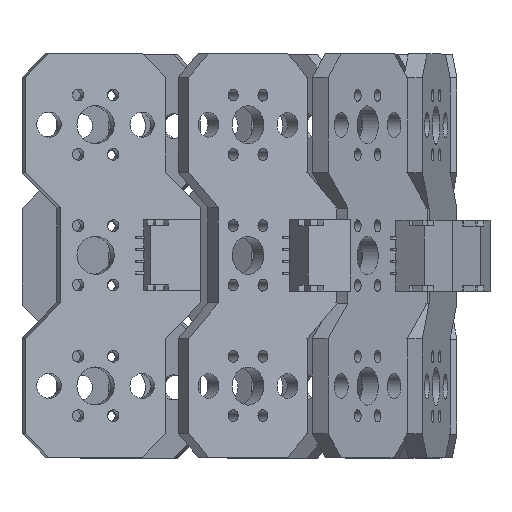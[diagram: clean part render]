
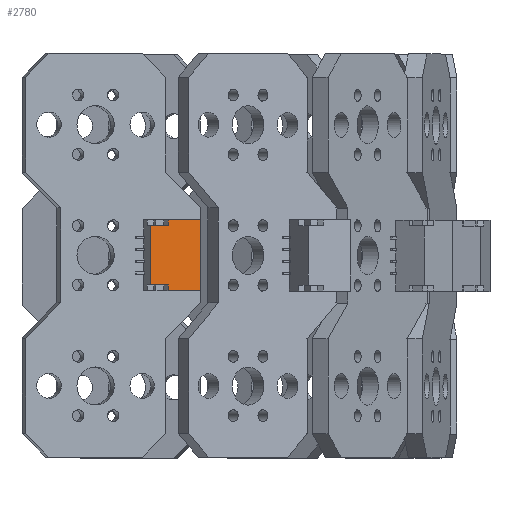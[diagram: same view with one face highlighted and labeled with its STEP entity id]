
A CAD part, top view. The second image highlights one B-rep face of the part: STEP entity #2780.
In plain terms, the highlighted planar face has unit normal (0.195, 0, 0.981).
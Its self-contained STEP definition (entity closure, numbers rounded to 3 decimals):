
#2130 = VERTEX_POINT('',#2131);
#2131 = CARTESIAN_POINT('',(9.999,-2.5,36.71));
#2137 = EDGE_CURVE('',#2138,#2130,#2140,.T.);
#2138 = VERTEX_POINT('',#2139);
#2139 = CARTESIAN_POINT('',(9.999,2.5,36.71));
#2140 = LINE('',#2141,#2142);
#2141 = CARTESIAN_POINT('',(9.999,3.,36.71));
#2142 = VECTOR('',#2143,1.);
#2143 = DIRECTION('',(0.,-1.,0.));
#2236 = VERTEX_POINT('',#2237);
#2237 = CARTESIAN_POINT('',(11.459,3.,36.419));
#2243 = EDGE_CURVE('',#2244,#2236,#2246,.T.);
#2244 = VERTEX_POINT('',#2245);
#2245 = CARTESIAN_POINT('',(14.167,3.,35.881));
#2246 = LINE('',#2247,#2248);
#2247 = CARTESIAN_POINT('',(9.999,3.,36.71));
#2248 = VECTOR('',#2249,1.);
#2249 = DIRECTION('',(-0.981,0.,0.195)
  );
#2449 = EDGE_CURVE('',#2450,#2244,#2452,.T.);
#2450 = VERTEX_POINT('',#2451);
#2451 = CARTESIAN_POINT('',(14.167,-3.,35.881));
#2452 = LINE('',#2453,#2454);
#2453 = CARTESIAN_POINT('',(14.167,-3.,35.881));
#2454 = VECTOR('',#2455,1.);
#2455 = DIRECTION('',(0.,1.,0.));
#2682 = EDGE_CURVE('',#2683,#2450,#2685,.T.);
#2683 = VERTEX_POINT('',#2684);
#2684 = CARTESIAN_POINT('',(11.459,-3.,36.419));
#2685 = LINE('',#2686,#2687);
#2686 = CARTESIAN_POINT('',(9.999,-3.,36.71));
#2687 = VECTOR('',#2688,1.);
#2688 = DIRECTION('',(0.981,0.,-0.195)
  );
#2755 = VERTEX_POINT('',#2756);
#2756 = CARTESIAN_POINT('',(11.459,-2.5,36.419));
#2762 = EDGE_CURVE('',#2130,#2755,#2763,.T.);
#2763 = LINE('',#2764,#2765);
#2764 = CARTESIAN_POINT('',(11.459,-2.5,36.419));
#2765 = VECTOR('',#2766,1.);
#2766 = DIRECTION('',(0.981,0.,-0.195)
  );
#2780 = ADVANCED_FACE('',(#2781),#2808,.F.);
#2781 = FACE_BOUND('',#2782,.T.);
#2782 = EDGE_LOOP('',(#2783,#2789,#2790,#2791,#2792,#2800,#2806,#2807));
#2783 = ORIENTED_EDGE('',*,*,#2784,.T.);
#2784 = EDGE_CURVE('',#2755,#2683,#2785,.T.);
#2785 = LINE('',#2786,#2787);
#2786 = CARTESIAN_POINT('',(11.459,-2.5,36.419));
#2787 = VECTOR('',#2788,1.);
#2788 = DIRECTION('',(0.,-1.,0.));
#2789 = ORIENTED_EDGE('',*,*,#2682,.T.);
#2790 = ORIENTED_EDGE('',*,*,#2449,.T.);
#2791 = ORIENTED_EDGE('',*,*,#2243,.T.);
#2792 = ORIENTED_EDGE('',*,*,#2793,.F.);
#2793 = EDGE_CURVE('',#2794,#2236,#2796,.T.);
#2794 = VERTEX_POINT('',#2795);
#2795 = CARTESIAN_POINT('',(11.459,2.5,36.419));
#2796 = LINE('',#2797,#2798);
#2797 = CARTESIAN_POINT('',(11.459,2.5,36.419));
#2798 = VECTOR('',#2799,1.);
#2799 = DIRECTION('',(0.,1.,0.));
#2800 = ORIENTED_EDGE('',*,*,#2801,.F.);
#2801 = EDGE_CURVE('',#2138,#2794,#2802,.T.);
#2802 = LINE('',#2803,#2804);
#2803 = CARTESIAN_POINT('',(10.538,2.5,36.602));
#2804 = VECTOR('',#2805,1.);
#2805 = DIRECTION('',(0.981,0.,-0.195)
  );
#2806 = ORIENTED_EDGE('',*,*,#2137,.T.);
#2807 = ORIENTED_EDGE('',*,*,#2762,.T.);
#2808 = PLANE('',#2809);
#2809 = AXIS2_PLACEMENT_3D('',#2810,#2811,#2812);
#2810 = CARTESIAN_POINT('',(9.999,-3.,36.71));
#2811 = DIRECTION('',(-0.195,0.,
    -0.981));
#2812 = DIRECTION('',(0.,1.,0.));
